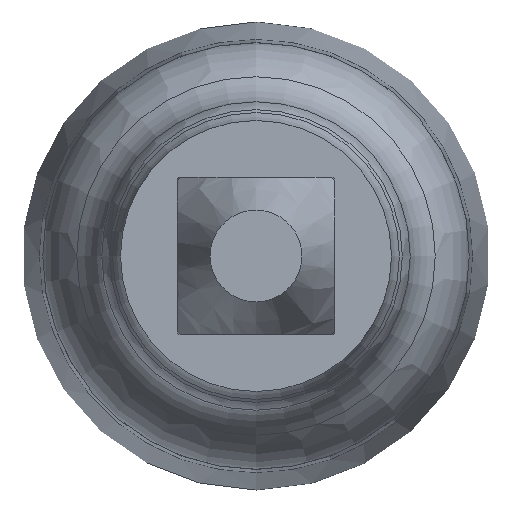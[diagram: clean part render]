
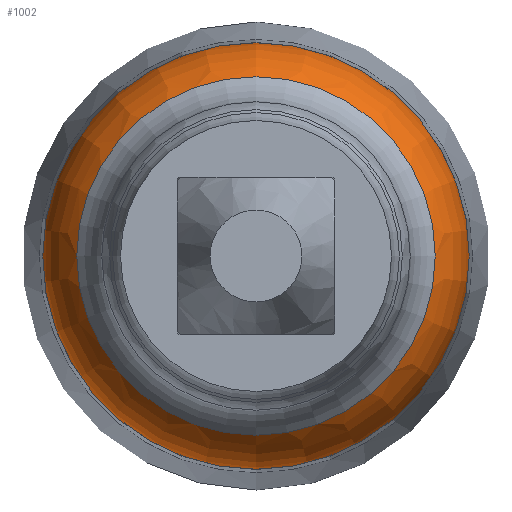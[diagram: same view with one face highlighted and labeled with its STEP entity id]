
A CAD part, left-side view. The second image highlights one B-rep face of the part: STEP entity #1002.
In plain terms, the highlighted toroidal (fillet/blend) face has major radius 0.343 mm and minor radius 0.483 mm.
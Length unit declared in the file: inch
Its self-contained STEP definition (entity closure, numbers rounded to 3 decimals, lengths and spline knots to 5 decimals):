
#60 = AXIS2_PLACEMENT_3D ( 'NONE', #142, #721, #807 ) ;
#90 = AXIS2_PLACEMENT_3D ( 'NONE', #272, #490, #652 ) ;
#142 = CARTESIAN_POINT ( 'NONE',  ( 0.11465, 0., 0. ) ) ;
#145 = ORIENTED_EDGE ( 'NONE', *, *, #1187, .T. ) ;
#205 = CIRCLE ( 'NONE', #90, 0.02732 ) ;
#208 = VERTEX_POINT ( 'NONE', #1135 ) ;
#272 = CARTESIAN_POINT ( 'NONE',  ( 0.10161, 0., 0. ) ) ;
#281 = DIRECTION ( 'NONE',  ( 0., 0., 1. ) ) ;
#490 = DIRECTION ( 'NONE',  ( -1., 0., 0. ) ) ;
#524 = AXIS2_PLACEMENT_3D ( 'NONE', #753, #1113, #281 ) ;
#549 = EDGE_LOOP ( 'NONE', ( #737 ) ) ;
#588 = CARTESIAN_POINT ( 'NONE',  ( 0.10161, 0., 0.02732 ) ) ;
#628 = TOROIDAL_SURFACE ( 'NONE', #60, 0.0135, 0.019 ) ;
#652 = DIRECTION ( 'NONE',  ( 0., 0., 1. ) ) ;
#685 = FACE_OUTER_BOUND ( 'NONE', #728, .T. ) ;
#721 = DIRECTION ( 'NONE',  ( -1., 0., 0. ) ) ;
#728 = EDGE_LOOP ( 'NONE', ( #145 ) ) ;
#737 = ORIENTED_EDGE ( 'NONE', *, *, #876, .F. ) ;
#753 = CARTESIAN_POINT ( 'NONE',  ( 0.11464, 0., 0. ) ) ;
#775 = VERTEX_POINT ( 'NONE', #588 ) ;
#807 = DIRECTION ( 'NONE',  ( 0., 0., 1. ) ) ;
#852 = CIRCLE ( 'NONE', #524, 0.0325 ) ;
#876 = EDGE_CURVE ( 'NONE', #775, #775, #205, .T. ) ;
#1002 = ADVANCED_FACE ( 'NONE', ( #1060, #685 ), #628, .T. ) ;
#1060 = FACE_OUTER_BOUND ( 'NONE', #549, .T. ) ;
#1113 = DIRECTION ( 'NONE',  ( -1., 0., 0. ) ) ;
#1135 = CARTESIAN_POINT ( 'NONE',  ( 0.11464, 0., 0.0325 ) ) ;
#1187 = EDGE_CURVE ( 'NONE', #208, #208, #852, .T. ) ;
